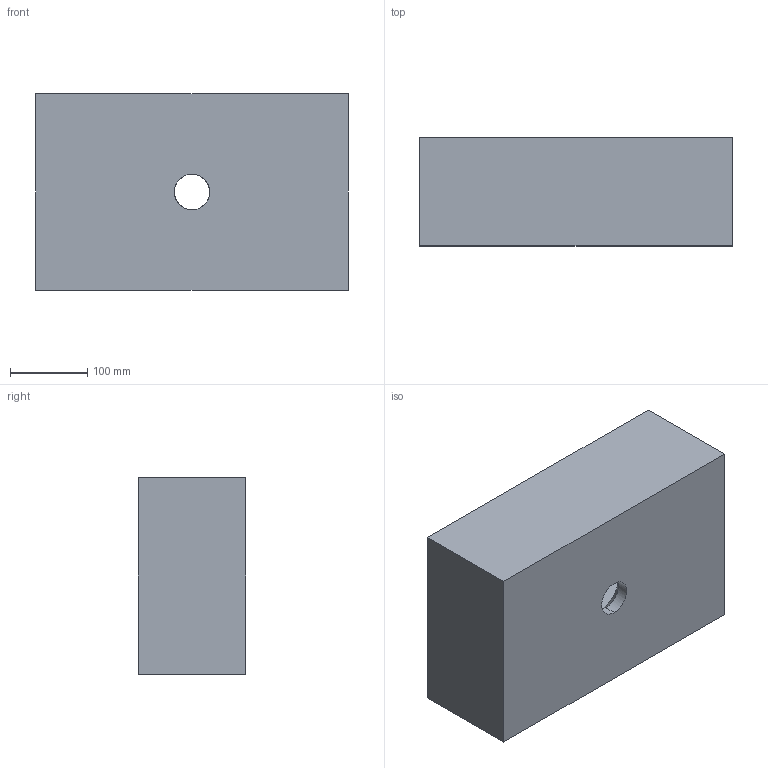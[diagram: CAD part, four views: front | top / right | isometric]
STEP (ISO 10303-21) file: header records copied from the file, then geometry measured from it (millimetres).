
FILE_DESCRIPTION (( 'STEP AP214' ), '1' );
FILE_NAME ('D796.STEP', '2018-04-17T12:50:20', ( '' ), ( '' ), 'SwSTEP 2.0', 'SolidWorks 2017', '' );
FILE_SCHEMA (( 'AUTOMOTIVE_DESIGN' ));
Length unit declared in the file: millimetre
Products named in the file (2): D796
Bounding box: 405 x 140 x 255 mm (x, y, z)
Volume: 5624586.1 mm3; surface area: 518673 mm2
Topology: 1 solids, 1 shells, 20 faces, 48 edges, 28 vertices
Faces by surface type: plane 10, bspline 8, cylinder 2
Entity records: 1447 total; most frequent: CARTESIAN_POINT 1002, ORIENTED_EDGE 92, DIRECTION 58, EDGE_CURVE 46, VERTEX_POINT 28, LINE 26, VECTOR 26, EDGE_LOOP 22
